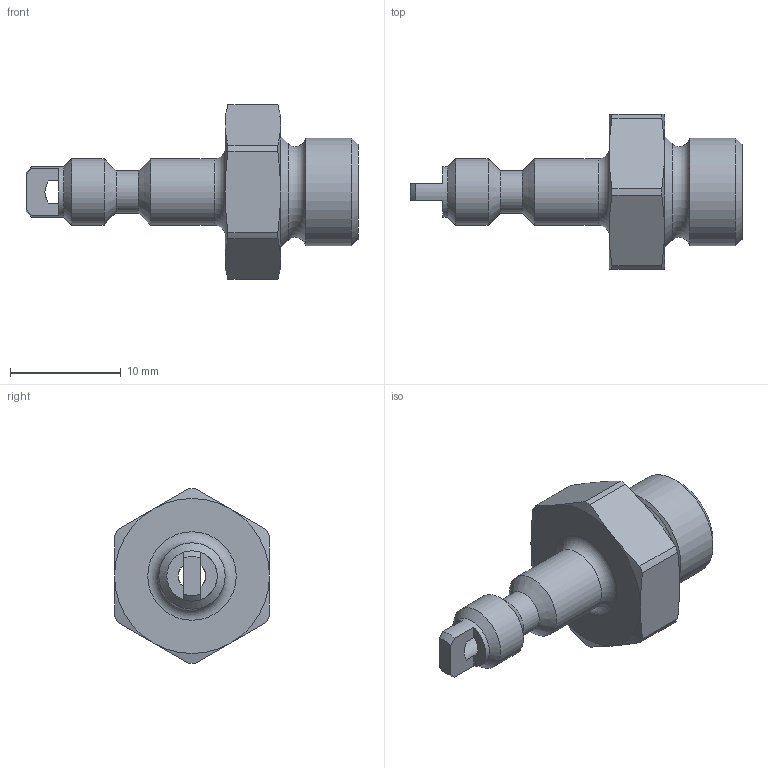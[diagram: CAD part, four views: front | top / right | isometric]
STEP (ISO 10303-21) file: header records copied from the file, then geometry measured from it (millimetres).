
FILE_DESCRIPTION((''),'2;1');
FILE_NAME('50sfaw10mxx.stp','2014-01-30T08:43:13',('IA176480'),(''),'Autodesk Inventor 2013','Autodesk Inventor 2013','');
FILE_SCHEMA(('AUTOMOTIVE_DESIGN { 1 0 10303 214 1 1 1 1 }'));
Length unit declared in the file: millimetre
Products named in the file (1): D109119
Bounding box: 30 x 14 x 15.8 mm (x, y, z)
Volume: 1452.9 mm3; surface area: 1353.2 mm2
Topology: 1 solids, 1 shells, 51 faces, 127 edges, 76 vertices
Faces by surface type: cone 22, plane 14, cylinder 13, torus 2
Full cylindrical faces by diameter (mm): 2.5 x1, 3.8 x1, 4 x1, 4.55 x1, 6 x2, 9.728 x1
Entity records: 1396 total; most frequent: CARTESIAN_POINT 292, DIRECTION 232, ORIENTED_EDGE 214, EDGE_CURVE 107, AXIS2_PLACEMENT_3D 103, VERTEX_POINT 73, EDGE_LOOP 70, FACE_OUTER_BOUND 51
